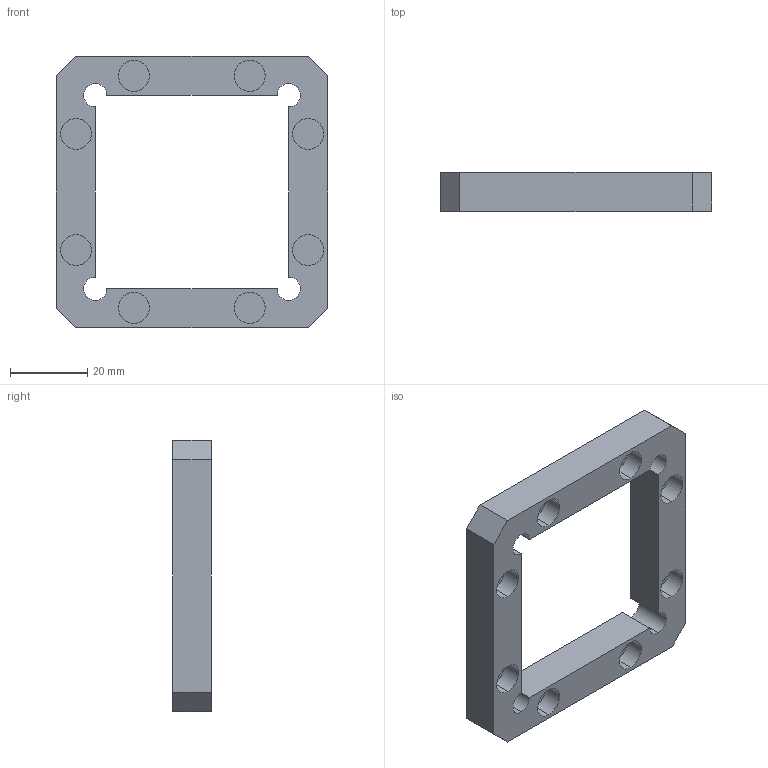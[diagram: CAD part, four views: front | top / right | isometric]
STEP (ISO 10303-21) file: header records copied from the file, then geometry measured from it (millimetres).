
FILE_DESCRIPTION (( 'STEP AP203' ), '1' );
FILE_NAME ('CompIntake Station Top Plate Cover_Default_sldprt.STEP', '2023-10-19T05:34:15', ( '' ), ( '' ), 'SwSTEP 2.0', 'SolidWorks 2023', '' );
FILE_SCHEMA (( 'CONFIG_CONTROL_DESIGN' ));
Length unit declared in the file: millimetre
Products named in the file (1): CompIntake Station Top Plate Cover_Default_sldprt
Bounding box: 70 x 10 x 70 mm (x, y, z)
Volume: 20641.2 mm3; surface area: 10544 mm2
Topology: 1 solids, 1 shells, 44 faces, 102 edges, 68 vertices
Faces by surface type: cylinder 22, plane 22
Entity records: 1351 total; most frequent: DIRECTION 236, CARTESIAN_POINT 215, ORIENTED_EDGE 204, EDGE_CURVE 102, AXIS2_PLACEMENT_3D 89, VERTEX_POINT 68, VECTOR 58, LINE 58
